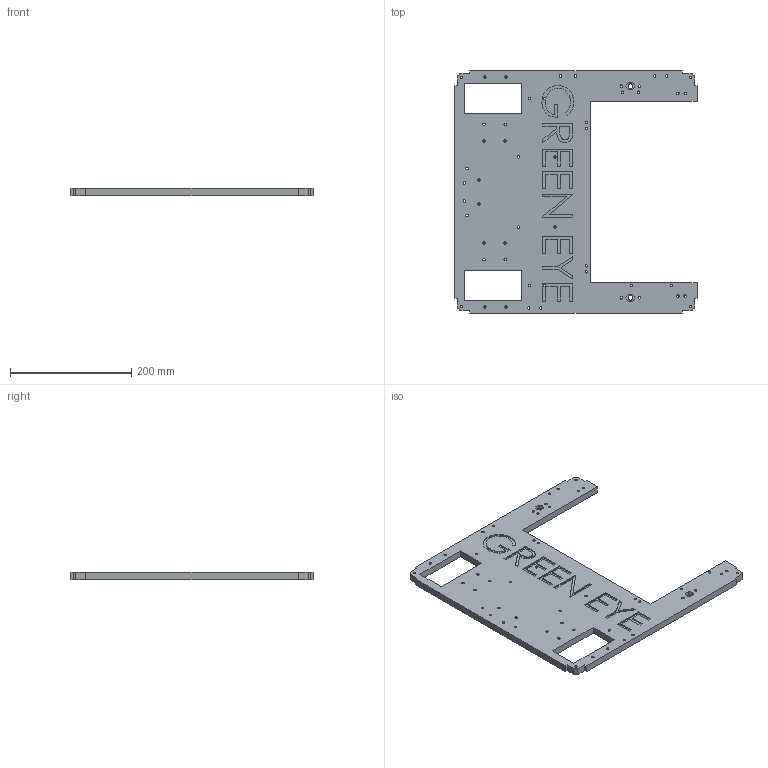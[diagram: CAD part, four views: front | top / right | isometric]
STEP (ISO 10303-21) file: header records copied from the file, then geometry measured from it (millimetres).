
FILE_DESCRIPTION (( 'STEP AP203' ), '1' );
FILE_NAME ('Wood_base.STEP', '2019-05-06T08:35:21', ( '' ), ( '' ), 'SwSTEP 2.0', 'SolidWorks 2019', '' );
FILE_SCHEMA (( 'CONFIG_CONTROL_DESIGN' ));
Length unit declared in the file: millimetre
Products named in the file (1): Wood_base
Bounding box: 400 x 400 x 11.7 mm (x, y, z)
Volume: 1116175.9 mm3; surface area: 234720.3 mm2
Topology: 1 solids, 1 shells, 266 faces, 762 edges, 508 vertices
Faces by surface type: plane 139, cylinder 112, bspline 15
Entity records: 9963 total; most frequent: CARTESIAN_POINT 2572, ORIENTED_EDGE 1524, DIRECTION 1462, EDGE_CURVE 762, VERTEX_POINT 508, LINE 506, VECTOR 506, AXIS2_PLACEMENT_3D 478
